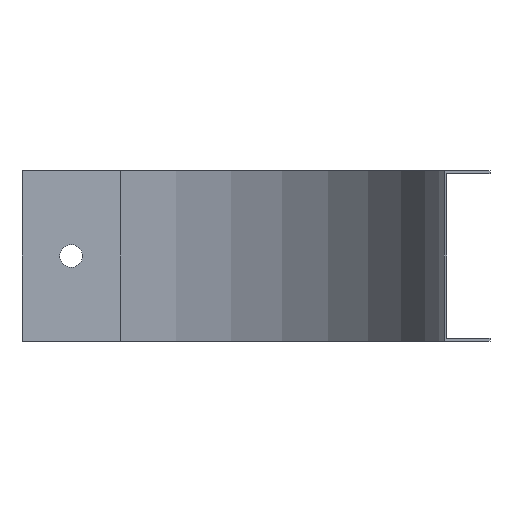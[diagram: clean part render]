
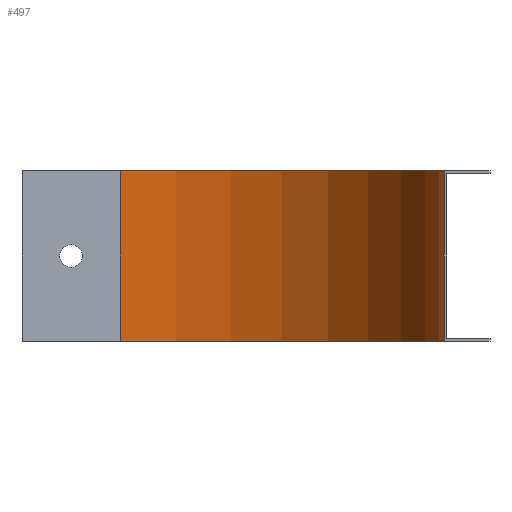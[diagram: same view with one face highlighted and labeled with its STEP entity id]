
A CAD part, left-side view. The second image highlights one B-rep face of the part: STEP entity #497.
In plain terms, the highlighted cylindrical face has radius 99 mm (diameter 198 mm), a partial arc.
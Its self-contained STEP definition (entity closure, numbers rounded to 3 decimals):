
#3 = DIRECTION ( 'NONE',  ( 0., 0., -1. ) ) ;
#13 = DIRECTION ( 'NONE',  ( -1., 0., 0. ) ) ;
#44 = CARTESIAN_POINT ( 'NONE',  ( 30., 99., 0.8 ) ) ;
#45 = VERTEX_POINT ( 'NONE', #576 ) ;
#48 = VERTEX_POINT ( 'NONE', #666 ) ;
#50 = EDGE_LOOP ( 'NONE', ( #164, #57, #112, #196 ) ) ;
#57 = ORIENTED_EDGE ( 'NONE', *, *, #423, .F. ) ;
#112 = ORIENTED_EDGE ( 'NONE', *, *, #395, .F. ) ;
#164 = ORIENTED_EDGE ( 'NONE', *, *, #450, .T. ) ;
#194 = VERTEX_POINT ( 'NONE', #696 ) ;
#196 = ORIENTED_EDGE ( 'NONE', *, *, #415, .T. ) ;
#210 = VERTEX_POINT ( 'NONE', #517 ) ;
#236 = VECTOR ( 'NONE', #668, 1000. ) ;
#262 = LINE ( 'NONE', #663, #236 ) ;
#268 = LINE ( 'NONE', #587, #370 ) ;
#274 = CIRCLE ( 'NONE', #447, 99. ) ;
#285 = CYLINDRICAL_SURFACE ( 'NONE', #416, 99. ) ;
#289 = FACE_OUTER_BOUND ( 'NONE', #50, .T. ) ;
#342 = CIRCLE ( 'NONE', #433, 99. ) ;
#370 = VECTOR ( 'NONE', #630, 1000. ) ;
#395 = EDGE_CURVE ( 'NONE', #210, #194, #274, .T. ) ;
#415 = EDGE_CURVE ( 'NONE', #210, #48, #268, .T. ) ;
#416 = AXIS2_PLACEMENT_3D ( 'NONE', #44, #3, #13 ) ;
#423 = EDGE_CURVE ( 'NONE', #194, #45, #262, .T. ) ;
#433 = AXIS2_PLACEMENT_3D ( 'NONE', #662, #661, #660 ) ;
#447 = AXIS2_PLACEMENT_3D ( 'NONE', #552, #548, #547 ) ;
#450 = EDGE_CURVE ( 'NONE', #48, #45, #342, .T. ) ;
#497 = ADVANCED_FACE ( 'NONE', ( #289 ), #285, .F. ) ;
#517 = CARTESIAN_POINT ( 'NONE',  ( 129., 99., 0.8 ) ) ;
#547 = DIRECTION ( 'NONE',  ( 1., 0., 0. ) ) ;
#548 = DIRECTION ( 'NONE',  ( 0., 0., -1. ) ) ;
#552 = CARTESIAN_POINT ( 'NONE',  ( 30., 99., 0.8 ) ) ;
#576 = CARTESIAN_POINT ( 'NONE',  ( 30., 0., -51.2 ) ) ;
#587 = CARTESIAN_POINT ( 'NONE',  ( 129., 99., 0.8 ) ) ;
#630 = DIRECTION ( 'NONE',  ( 0., 0., -1. ) ) ;
#660 = DIRECTION ( 'NONE',  ( 1., 0., 0. ) ) ;
#661 = DIRECTION ( 'NONE',  ( 0., 0., -1. ) ) ;
#662 = CARTESIAN_POINT ( 'NONE',  ( 30., 99., -51.2 ) ) ;
#663 = CARTESIAN_POINT ( 'NONE',  ( 30., 0., 0.8 ) ) ;
#666 = CARTESIAN_POINT ( 'NONE',  ( 129., 99., -51.2 ) ) ;
#668 = DIRECTION ( 'NONE',  ( 0., 0., -1. ) ) ;
#696 = CARTESIAN_POINT ( 'NONE',  ( 30., 0., 0.8 ) ) ;
